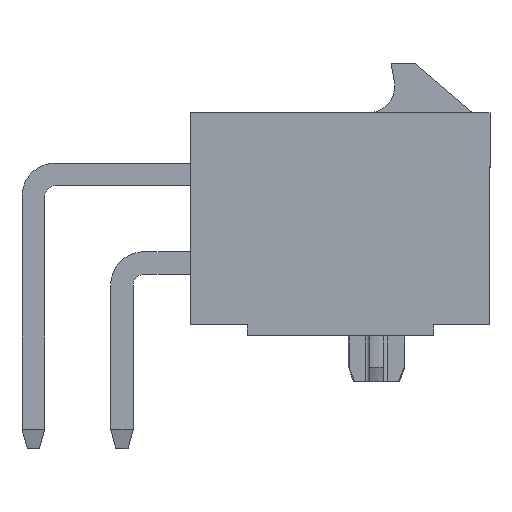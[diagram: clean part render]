
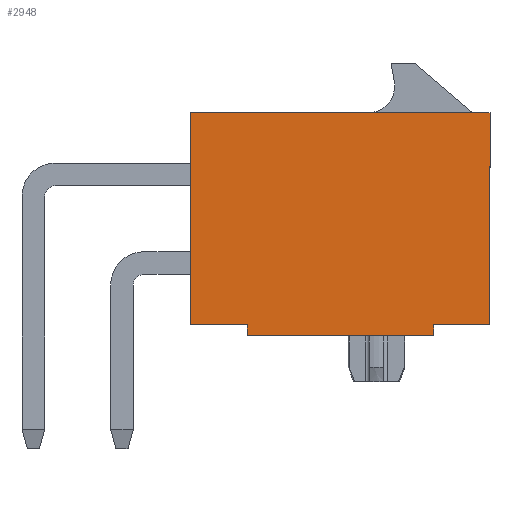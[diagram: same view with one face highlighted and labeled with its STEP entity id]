
A CAD part, left-side view. The second image highlights one B-rep face of the part: STEP entity #2948.
In plain terms, the highlighted planar face has unit normal (-1, 0, 0).
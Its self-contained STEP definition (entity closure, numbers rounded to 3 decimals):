
#402=ORIENTED_EDGE('',*,*,#1000,.T.);
#403=ORIENTED_EDGE('',*,*,#1174,.F.);
#404=ORIENTED_EDGE('',*,*,#1175,.F.);
#405=ORIENTED_EDGE('',*,*,#1176,.T.);
#406=ORIENTED_EDGE('',*,*,#1177,.T.);
#407=ORIENTED_EDGE('',*,*,#1178,.F.);
#408=ORIENTED_EDGE('',*,*,#1031,.F.);
#409=ORIENTED_EDGE('',*,*,#1163,.T.);
#1000=EDGE_CURVE('',#1424,#1425,#1696,.T.);
#1031=EDGE_CURVE('',#1455,#1452,#1727,.T.);
#1163=EDGE_CURVE('',#1455,#1424,#1809,.T.);
#1174=EDGE_CURVE('',#1562,#1425,#1820,.T.);
#1175=EDGE_CURVE('',#1563,#1562,#1821,.T.);
#1176=EDGE_CURVE('',#1563,#1564,#1822,.T.);
#1177=EDGE_CURVE('',#1564,#1565,#1823,.T.);
#1178=EDGE_CURVE('',#1452,#1565,#1824,.T.);
#1424=VERTEX_POINT('',#4163);
#1425=VERTEX_POINT('',#4164);
#1452=VERTEX_POINT('',#4221);
#1455=VERTEX_POINT('',#4226);
#1562=VERTEX_POINT('',#4565);
#1563=VERTEX_POINT('',#4567);
#1564=VERTEX_POINT('',#4569);
#1565=VERTEX_POINT('',#4571);
#1696=LINE('',#4162,#2054);
#1727=LINE('',#4227,#2085);
#1809=LINE('',#4544,#2167);
#1820=LINE('',#4564,#2178);
#1821=LINE('',#4566,#2179);
#1822=LINE('',#4568,#2180);
#1823=LINE('',#4570,#2181);
#1824=LINE('',#4572,#2182);
#2054=VECTOR('',#3348,1000.);
#2085=VECTOR('',#3383,1000.);
#2167=VECTOR('',#3603,1000.);
#2178=VECTOR('',#3624,1000.);
#2179=VECTOR('',#3625,1000.);
#2180=VECTOR('',#3626,1000.);
#2181=VECTOR('',#3627,1000.);
#2182=VECTOR('',#3628,1000.);
#2455=EDGE_LOOP('',(#402,#403,#404,#405,#406,#407,#408,#409));
#2639=FACE_BOUND('',#2455,.T.);
#2793=PLANE('',#3186);
#2948=ADVANCED_FACE('',(#2639),#2793,.F.);
#3186=AXIS2_PLACEMENT_3D('',#4563,#3622,#3623);
#3348=DIRECTION('',(0.,-1.,0.));
#3383=DIRECTION('',(0.,-1.,0.));
#3603=DIRECTION('',(0.,0.,-1.));
#3622=DIRECTION('',(1.,0.,0.));
#3623=DIRECTION('',(0.,0.,-1.));
#3624=DIRECTION('',(0.,0.,-1.));
#3625=DIRECTION('',(0.,1.,0.));
#3626=DIRECTION('',(0.,0.,1.));
#3627=DIRECTION('',(0.,1.,0.));
#3628=DIRECTION('',(0.,0.,-1.));
#4162=CARTESIAN_POINT('',(-2.97,2.99,0.));
#4163=CARTESIAN_POINT('',(-2.97,2.99,0.));
#4164=CARTESIAN_POINT('',(-2.97,-2.99,0.));
#4221=CARTESIAN_POINT('',(-2.97,-2.99,8.46));
#4226=CARTESIAN_POINT('',(-2.97,2.99,8.46));
#4227=CARTESIAN_POINT('',(-2.97,2.99,8.46));
#4544=CARTESIAN_POINT('',(-2.97,2.99,8.46));
#4563=CARTESIAN_POINT('',(-2.97,2.99,8.46));
#4564=CARTESIAN_POINT('',(-2.97,-2.99,8.46));
#4565=CARTESIAN_POINT('',(-2.97,-2.99,1.61));
#4566=CARTESIAN_POINT('',(-2.97,-3.29,1.61));
#4567=CARTESIAN_POINT('',(-2.97,-3.29,1.61));
#4568=CARTESIAN_POINT('',(-2.97,-3.29,1.61));
#4569=CARTESIAN_POINT('',(-2.97,-3.29,6.87));
#4570=CARTESIAN_POINT('',(-2.97,-3.29,6.87));
#4571=CARTESIAN_POINT('',(-2.97,-2.99,6.87));
#4572=CARTESIAN_POINT('',(-2.97,-2.99,8.46));
